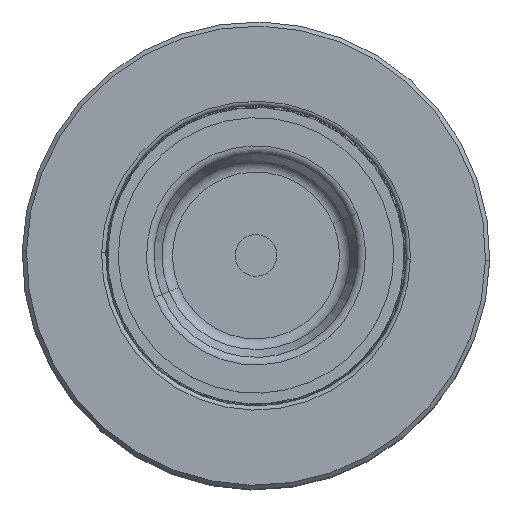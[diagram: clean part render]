
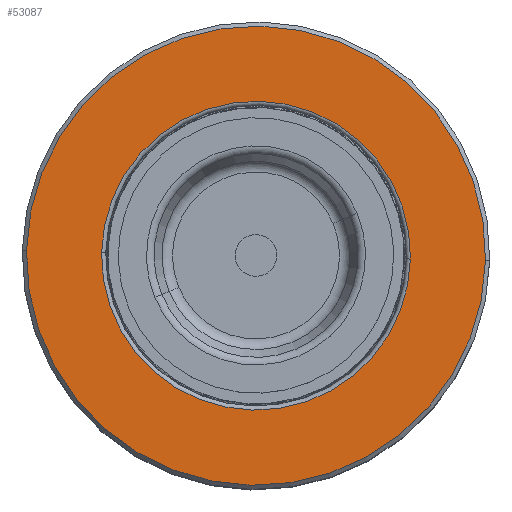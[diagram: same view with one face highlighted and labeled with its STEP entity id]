
A CAD part, top view. The second image highlights one B-rep face of the part: STEP entity #53087.
In plain terms, the highlighted face is planar.
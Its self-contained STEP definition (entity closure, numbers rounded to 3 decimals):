
#31 = EDGE_LOOP ( 'NONE', ( #24805, #6628 ) ) ;
#2131 = CARTESIAN_POINT ( 'NONE',  ( 0., 33.687, 0. ) ) ;
#4113 = DIRECTION ( 'NONE',  ( 0., 0., -1. ) ) ;
#5124 = VERTEX_POINT ( 'NONE', #33347 ) ;
#6028 = DIRECTION ( 'NONE',  ( 0., 0., -1. ) ) ;
#6628 = ORIENTED_EDGE ( 'NONE', *, *, #16925, .F. ) ;
#6859 = EDGE_CURVE ( 'NONE', #36131, #25049, #32906, .T. ) ;
#8482 = DIRECTION ( 'NONE',  ( 0., 0., -1. ) ) ;
#9372 = CIRCLE ( 'NONE', #36188, 18.5 ) ;
#9910 = CARTESIAN_POINT ( 'NONE',  ( 0., 33.687, -27.5 ) ) ;
#10661 = DIRECTION ( 'NONE',  ( 0., -1., 0. ) ) ;
#12644 = FACE_OUTER_BOUND ( 'NONE', #31, .T. ) ;
#13498 = DIRECTION ( 'NONE',  ( 0., 1., 0. ) ) ;
#16441 = CARTESIAN_POINT ( 'NONE',  ( 0., 33.687, 0. ) ) ;
#16925 = EDGE_CURVE ( 'NONE', #25049, #36131, #19670, .T. ) ;
#19110 = CARTESIAN_POINT ( 'NONE',  ( 0., 33.687, 0. ) ) ;
#19670 = CIRCLE ( 'NONE', #23724, 27.5 ) ;
#22189 = FACE_BOUND ( 'NONE', #47840, .T. ) ;
#22287 = EDGE_CURVE ( 'NONE', #39023, #5124, #31462, .T. ) ;
#23724 = AXIS2_PLACEMENT_3D ( 'NONE', #25382, #34636, #4113 ) ;
#24805 = ORIENTED_EDGE ( 'NONE', *, *, #6859, .F. ) ;
#25049 = VERTEX_POINT ( 'NONE', #38826 ) ;
#25382 = CARTESIAN_POINT ( 'NONE',  ( 0., 33.687, 0. ) ) ;
#31462 = CIRCLE ( 'NONE', #52806, 18.5 ) ;
#32173 = DIRECTION ( 'NONE',  ( 0., -1., 0. ) ) ;
#32906 = CIRCLE ( 'NONE', #41669, 27.5 ) ;
#33347 = CARTESIAN_POINT ( 'NONE',  ( 0., 33.687, 18.5 ) ) ;
#33785 = ORIENTED_EDGE ( 'NONE', *, *, #49920, .T. ) ;
#34636 = DIRECTION ( 'NONE',  ( 0., -1., 0. ) ) ;
#36131 = VERTEX_POINT ( 'NONE', #9910 ) ;
#36188 = AXIS2_PLACEMENT_3D ( 'NONE', #2131, #10661, #37174 ) ;
#37174 = DIRECTION ( 'NONE',  ( 0., 0., -1. ) ) ;
#38826 = CARTESIAN_POINT ( 'NONE',  ( 0., 33.687, 27.5 ) ) ;
#39023 = VERTEX_POINT ( 'NONE', #42815 ) ;
#39405 = CARTESIAN_POINT ( 'NONE',  ( 27.5, 33.687, 0. ) ) ;
#39769 = DIRECTION ( 'NONE',  ( 0., 0., 1. ) ) ;
#40245 = AXIS2_PLACEMENT_3D ( 'NONE', #39405, #13498, #39769 ) ;
#41392 = ORIENTED_EDGE ( 'NONE', *, *, #22287, .T. ) ;
#41669 = AXIS2_PLACEMENT_3D ( 'NONE', #16441, #46723, #8482 ) ;
#42815 = CARTESIAN_POINT ( 'NONE',  ( 0., 33.687, -18.5 ) ) ;
#46723 = DIRECTION ( 'NONE',  ( 0., -1., 0. ) ) ;
#47840 = EDGE_LOOP ( 'NONE', ( #41392, #33785 ) ) ;
#49920 = EDGE_CURVE ( 'NONE', #5124, #39023, #9372, .T. ) ;
#52657 = PLANE ( 'NONE',  #40245 ) ;
#52806 = AXIS2_PLACEMENT_3D ( 'NONE', #19110, #32173, #6028 ) ;
#53087 = ADVANCED_FACE ( 'NONE', ( #22189, #12644 ), #52657, .T. ) ;
